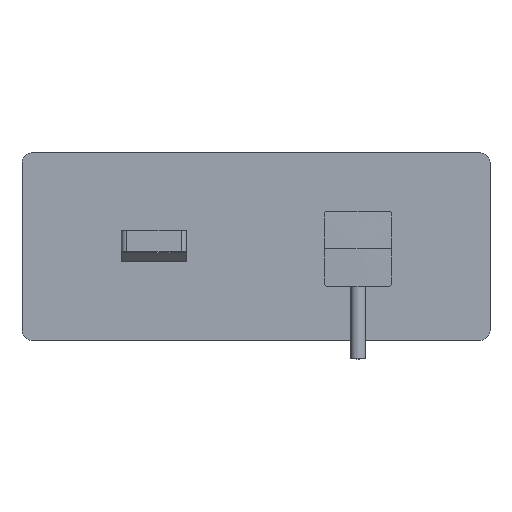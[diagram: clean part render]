
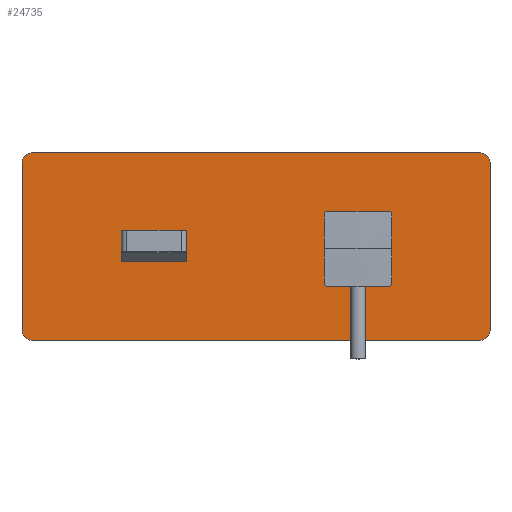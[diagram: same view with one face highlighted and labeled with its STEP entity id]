
A CAD part, top view. The second image highlights one B-rep face of the part: STEP entity #24735.
In plain terms, the highlighted planar face has unit normal (0, 0, 1).
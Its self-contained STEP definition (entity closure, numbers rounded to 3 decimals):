
#21975=CARTESIAN_POINT('',(65.5,45.,56.5));
#21976=DIRECTION('',(0.,0.,1.));
#21977=DIRECTION('',(1.,0.,0.));
#21978=AXIS2_PLACEMENT_3D('',#21975,#21976,#21977);
#21980=DIRECTION('',(0.,1.,0.));
#21981=VECTOR('',#21980,90.);
#21982=CARTESIAN_POINT('',(70.5,-45.,56.5));
#21983=LINE('',#21982,#21981);
#21984=CARTESIAN_POINT('',(65.5,-45.,56.5));
#21985=DIRECTION('',(0.,0.,1.));
#21986=DIRECTION('',(0.,-1.,0.));
#21987=AXIS2_PLACEMENT_3D('',#21984,#21985,#21986);
#21989=DIRECTION('',(1.,0.,0.));
#21990=VECTOR('',#21989,240.);
#21991=CARTESIAN_POINT('',(-174.5,-50.,56.5));
#21992=LINE('',#21991,#21990);
#21993=CARTESIAN_POINT('',(-174.5,-45.,56.5));
#21994=DIRECTION('',(0.,0.,1.));
#21995=DIRECTION('',(-1.,0.,0.));
#21996=AXIS2_PLACEMENT_3D('',#21993,#21994,#21995);
#21998=DIRECTION('',(0.,-1.,0.));
#21999=VECTOR('',#21998,90.);
#22000=CARTESIAN_POINT('',(-179.5,45.,56.5));
#22001=LINE('',#22000,#21999);
#22002=CARTESIAN_POINT('',(-174.5,45.,56.5));
#22003=DIRECTION('',(0.,0.,1.));
#22004=DIRECTION('',(0.,1.,0.));
#22005=AXIS2_PLACEMENT_3D('',#22002,#22003,#22004);
#22007=DIRECTION('',(-1.,0.,0.));
#22008=VECTOR('',#22007,240.);
#22009=CARTESIAN_POINT('',(65.5,50.,56.5));
#22010=LINE('',#22009,#22008);
#22011=CARTESIAN_POINT('',(0.,0.,56.5));
#22012=DIRECTION('',(0.,0.,-1.));
#22013=DIRECTION('',(1.,0.,0.));
#22014=AXIS2_PLACEMENT_3D('',#22011,#22012,#22013);
#22016=CARTESIAN_POINT('',(0.,0.,56.5));
#22017=DIRECTION('',(0.,0.,-1.));
#22018=DIRECTION('',(-1.,0.,0.));
#22019=AXIS2_PLACEMENT_3D('',#22016,#22017,#22018);
#22021=DIRECTION('',(1.,0.,0.));
#22022=VECTOR('',#22021,35.);
#22023=CARTESIAN_POINT('',(-126.5,-8.25,56.5));
#22024=LINE('',#22023,#22022);
#22025=DIRECTION('',(0.,1.,0.));
#22026=VECTOR('',#22025,16.5);
#22027=CARTESIAN_POINT('',(-91.5,-8.25,56.5));
#22028=LINE('',#22027,#22026);
#22029=DIRECTION('',(1.,0.,0.));
#22030=VECTOR('',#22029,35.);
#22031=CARTESIAN_POINT('',(-126.5,8.25,56.5));
#22032=LINE('',#22031,#22030);
#22033=DIRECTION('',(0.,1.,0.));
#22034=VECTOR('',#22033,16.5);
#22035=CARTESIAN_POINT('',(-126.5,-8.25,56.5));
#22036=LINE('',#22035,#22034);
#24108=CARTESIAN_POINT('',(18.,0.,56.5));
#24109=CARTESIAN_POINT('',(-18.,0.,56.5));
#24110=VERTEX_POINT('',#24108);
#24111=VERTEX_POINT('',#24109);
#24116=CARTESIAN_POINT('',(70.5,45.,56.5));
#24117=VERTEX_POINT('',#24116);
#24118=CARTESIAN_POINT('',(65.5,50.,56.5));
#24119=VERTEX_POINT('',#24118);
#24124=CARTESIAN_POINT('',(-174.5,50.,56.5));
#24125=VERTEX_POINT('',#24124);
#24126=CARTESIAN_POINT('',(-179.5,45.,56.5));
#24127=VERTEX_POINT('',#24126);
#24132=CARTESIAN_POINT('',(-179.5,-45.,56.5));
#24133=VERTEX_POINT('',#24132);
#24134=CARTESIAN_POINT('',(-174.5,-50.,56.5));
#24135=VERTEX_POINT('',#24134);
#24140=CARTESIAN_POINT('',(65.5,-50.,56.5));
#24141=VERTEX_POINT('',#24140);
#24142=CARTESIAN_POINT('',(70.5,-45.,56.5));
#24143=VERTEX_POINT('',#24142);
#24250=CARTESIAN_POINT('',(-126.5,-8.25,56.5));
#24251=CARTESIAN_POINT('',(-91.5,-8.25,56.5));
#24252=VERTEX_POINT('',#24250);
#24253=VERTEX_POINT('',#24251);
#24254=CARTESIAN_POINT('',(-126.5,8.25,56.5));
#24255=CARTESIAN_POINT('',(-91.5,8.25,56.5));
#24256=VERTEX_POINT('',#24254);
#24257=VERTEX_POINT('',#24255);
#24698=CARTESIAN_POINT('',(0.,0.,56.5));
#24699=DIRECTION('',(0.,0.,1.));
#24700=DIRECTION('',(1.,0.,0.));
#24701=AXIS2_PLACEMENT_3D('',#24698,#24699,#24700);
#24702=PLANE('',#24701);
#24704=ORIENTED_EDGE('',*,*,#24703,.F.);
#24706=ORIENTED_EDGE('',*,*,#24705,.F.);
#24708=ORIENTED_EDGE('',*,*,#24707,.F.);
#24710=ORIENTED_EDGE('',*,*,#24709,.F.);
#24712=ORIENTED_EDGE('',*,*,#24711,.F.);
#24714=ORIENTED_EDGE('',*,*,#24713,.F.);
#24716=ORIENTED_EDGE('',*,*,#24715,.F.);
#24718=ORIENTED_EDGE('',*,*,#24717,.F.);
#24719=EDGE_LOOP('',(#24704,#24706,#24708,#24710,#24712,#24714,#24716,#24718));
#24720=FACE_OUTER_BOUND('',#24719,.F.);
#24722=ORIENTED_EDGE('',*,*,#24721,.F.);
#24724=ORIENTED_EDGE('',*,*,#24723,.F.);
#24725=EDGE_LOOP('',(#24722,#24724));
#24726=FACE_BOUND('',#24725,.F.);
#24727=ORIENTED_EDGE('',*,*,#24650,.T.);
#24729=ORIENTED_EDGE('',*,*,#24728,.T.);
#24731=ORIENTED_EDGE('',*,*,#24730,.F.);
#24732=ORIENTED_EDGE('',*,*,#24677,.F.);
#24733=EDGE_LOOP('',(#24727,#24729,#24731,#24732));
#24734=FACE_BOUND('',#24733,.F.);
#24735=ADVANCED_FACE('',(#24720,#24726,#24734),#24702,.T.);
#21979=CIRCLE('',#21978,5.);
#21988=CIRCLE('',#21987,5.);
#21997=CIRCLE('',#21996,5.);
#22006=CIRCLE('',#22005,5.);
#22015=CIRCLE('',#22014,18.);
#22020=CIRCLE('',#22019,18.);
#24650=EDGE_CURVE('',#24252,#24253,#22024,.T.);
#24677=EDGE_CURVE('',#24252,#24256,#22036,.T.);
#24703=EDGE_CURVE('',#24117,#24119,#21979,.T.);
#24705=EDGE_CURVE('',#24143,#24117,#21983,.T.);
#24707=EDGE_CURVE('',#24141,#24143,#21988,.T.);
#24709=EDGE_CURVE('',#24135,#24141,#21992,.T.);
#24711=EDGE_CURVE('',#24133,#24135,#21997,.T.);
#24713=EDGE_CURVE('',#24127,#24133,#22001,.T.);
#24715=EDGE_CURVE('',#24125,#24127,#22006,.T.);
#24717=EDGE_CURVE('',#24119,#24125,#22010,.T.);
#24721=EDGE_CURVE('',#24110,#24111,#22015,.T.);
#24723=EDGE_CURVE('',#24111,#24110,#22020,.T.);
#24728=EDGE_CURVE('',#24253,#24257,#22028,.T.);
#24730=EDGE_CURVE('',#24256,#24257,#22032,.T.);
